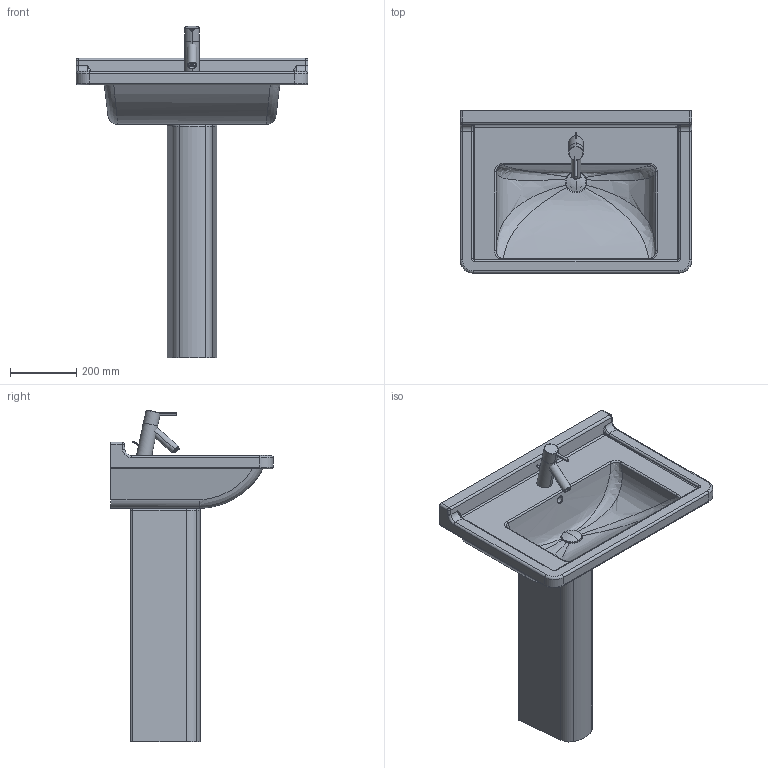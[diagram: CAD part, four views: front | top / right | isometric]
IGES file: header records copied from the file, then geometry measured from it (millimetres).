
Global section: file name: No Iges File Name specified; native system: Autodesk Inventor 2011; preprocessor: AutoDesk Inventor Iges Exporter R2011; author: Administrator; date: 20110521.194923; units: millimetre
Bounding box: 700 x 490 x 1002.18 mm (x, y, z)
Volume: 27723827.8 mm3; surface area: 2134056 mm2
Topology: 9 solids, 9 shells, 293 faces, 714 edges, 426 vertices
Faces by surface type: plane 80, cylinder 62, bspline 62, revolution 52, torus 29, sphere 6, cone 2
